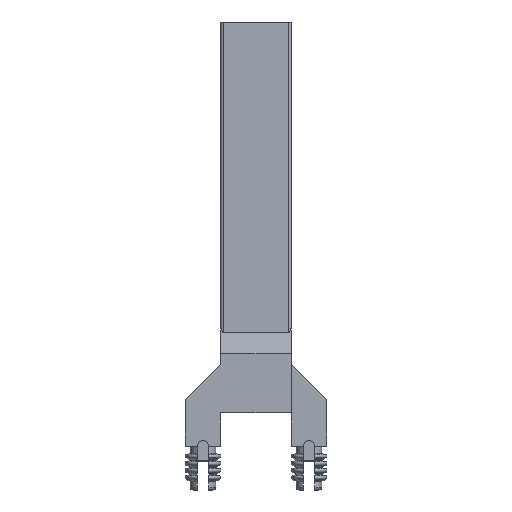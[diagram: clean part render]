
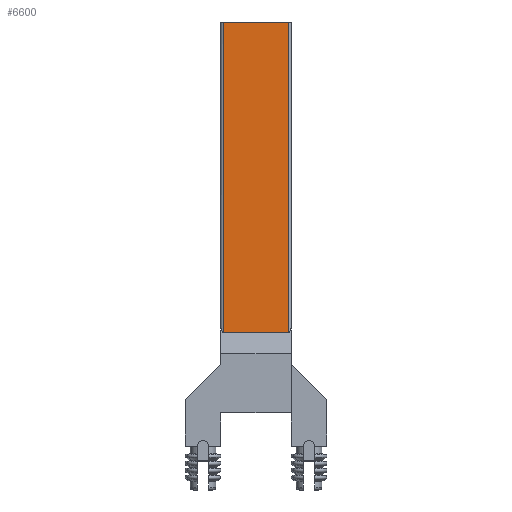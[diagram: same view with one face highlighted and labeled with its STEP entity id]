
A CAD part, front view. The second image highlights one B-rep face of the part: STEP entity #6600.
In plain terms, the highlighted planar face has unit normal (0, -1, 0).
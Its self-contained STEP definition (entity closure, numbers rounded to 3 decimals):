
#6573=AXIS2_PLACEMENT_3D('Plane Axis2P3D',#6570,#6571,#6572) ;
#4593=CARTESIAN_POINT('Vertex',(2.3,0.5,5.7)) ;
#4596=CARTESIAN_POINT('Line Origine',(0.,0.5,5.7)) ;
#4600=CARTESIAN_POINT('Vertex',(-2.3,0.5,5.7)) ;
#6570=CARTESIAN_POINT('Axis2P3D Location',(0.,0.5,27.65)) ;
#6575=CARTESIAN_POINT('Line Origine',(-2.3,0.5,16.675)) ;
#6579=CARTESIAN_POINT('Vertex',(-2.3,0.5,27.65)) ;
#6582=CARTESIAN_POINT('Line Origine',(2.3,0.5,16.675)) ;
#6586=CARTESIAN_POINT('Vertex',(2.3,0.5,27.65)) ;
#6589=CARTESIAN_POINT('Line Origine',(0.,0.5,27.65)) ;
#4597=DIRECTION('Vector Direction',(-1.,0.,0.)) ;
#6571=DIRECTION('Axis2P3D Direction',(0.,1.,0.)) ;
#6572=DIRECTION('Axis2P3D XDirection',(0.,0.,-1.)) ;
#6576=DIRECTION('Vector Direction',(0.,0.,-1.)) ;
#6583=DIRECTION('Vector Direction',(0.,0.,-1.)) ;
#6590=DIRECTION('Vector Direction',(-1.,0.,0.)) ;
#4598=VECTOR('Line Direction',#4597,1.) ;
#6577=VECTOR('Line Direction',#6576,1.) ;
#6584=VECTOR('Line Direction',#6583,1.) ;
#6591=VECTOR('Line Direction',#6590,1.) ;
#6595=ORIENTED_EDGE('',*,*,#6581,.T.) ;
#6596=ORIENTED_EDGE('',*,*,#4602,.F.) ;
#6597=ORIENTED_EDGE('',*,*,#6588,.F.) ;
#6598=ORIENTED_EDGE('',*,*,#6593,.T.) ;
#6600=ADVANCED_FACE('PartBody',(#6599),#6574,.F.) ;
#4602=EDGE_CURVE('',#4594,#4601,#4599,.T.) ;
#6581=EDGE_CURVE('',#6580,#4601,#6578,.T.) ;
#6588=EDGE_CURVE('',#6587,#4594,#6585,.T.) ;
#6593=EDGE_CURVE('',#6587,#6580,#6592,.T.) ;
#6594=EDGE_LOOP('',(#6595,#6596,#6597,#6598)) ;
#6599=FACE_OUTER_BOUND('',#6594,.T.) ;
#4599=LINE('Line',#4596,#4598) ;
#6578=LINE('Line',#6575,#6577) ;
#6585=LINE('Line',#6582,#6584) ;
#6592=LINE('Line',#6589,#6591) ;
#6574=PLANE('',#6573) ;
#4594=VERTEX_POINT('',#4593) ;
#4601=VERTEX_POINT('',#4600) ;
#6580=VERTEX_POINT('',#6579) ;
#6587=VERTEX_POINT('',#6586) ;
